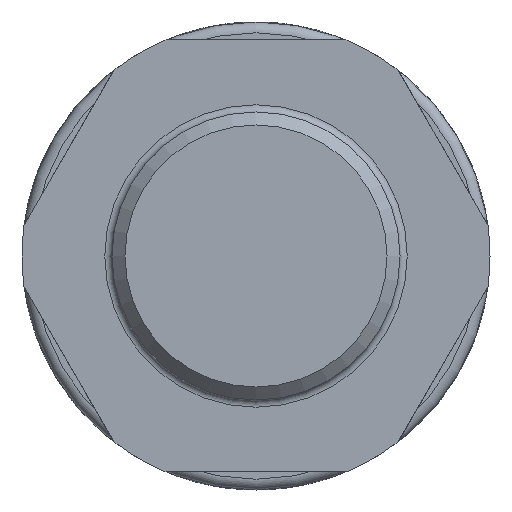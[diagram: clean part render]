
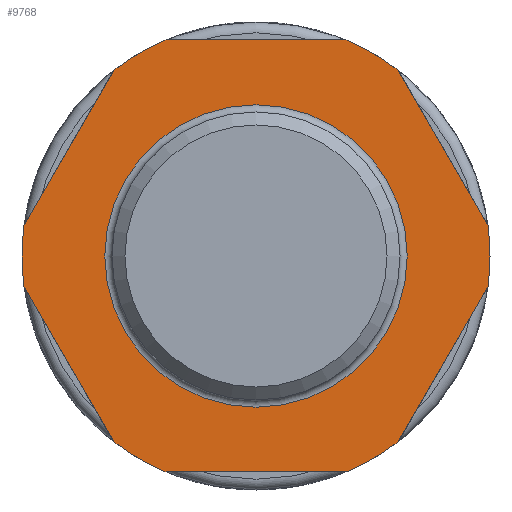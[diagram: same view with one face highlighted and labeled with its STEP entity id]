
A CAD part, left-side view. The second image highlights one B-rep face of the part: STEP entity #9768.
In plain terms, the highlighted planar face has unit normal (-1, 0, 0).
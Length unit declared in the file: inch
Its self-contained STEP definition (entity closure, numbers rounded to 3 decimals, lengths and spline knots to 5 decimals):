
#19=FACE_BOUND('',#2294,.T.);
#708=LINE('',#20365,#1058);
#711=LINE('',#20391,#1061);
#714=LINE('',#20409,#1064);
#717=LINE('',#20446,#1067);
#720=LINE('',#20472,#1070);
#723=LINE('',#20498,#1073);
#1058=VECTOR('',#13432,0.3937);
#1061=VECTOR('',#13437,0.3937);
#1064=VECTOR('',#13442,0.3937);
#1067=VECTOR('',#13447,0.3937);
#1070=VECTOR('',#13452,0.3937);
#1073=VECTOR('',#13457,0.3937);
#1242=PLANE('',#10912);
#1760=FACE_OUTER_BOUND('',#2293,.T.);
#2293=EDGE_LOOP('',(#8484,#8485,#8486,#8487,#8488,#8489,#8490,#8491,#8492,
#8493,#8494,#8495));
#2294=EDGE_LOOP('',(#8496,#8497));
#2881=CIRCLE('',#10893,0.63976);
#2884=CIRCLE('',#10897,0.63976);
#2885=CIRCLE('',#10899,0.63976);
#2888=CIRCLE('',#10903,0.63976);
#2889=CIRCLE('',#10905,0.63976);
#2895=CIRCLE('',#10913,0.63976);
#2896=CIRCLE('',#10914,0.41339);
#2897=CIRCLE('',#10915,0.41339);
#4165=VERTEX_POINT('',#20362);
#4166=VERTEX_POINT('',#20364);
#4169=VERTEX_POINT('',#20388);
#4170=VERTEX_POINT('',#20390);
#4173=VERTEX_POINT('',#20406);
#4174=VERTEX_POINT('',#20408);
#4178=VERTEX_POINT('',#20443);
#4179=VERTEX_POINT('',#20445);
#4182=VERTEX_POINT('',#20469);
#4183=VERTEX_POINT('',#20471);
#4186=VERTEX_POINT('',#20495);
#4187=VERTEX_POINT('',#20497);
#4190=VERTEX_POINT('',#20524);
#4191=VERTEX_POINT('',#20525);
#5594=EDGE_CURVE('',#4166,#4165,#708,.T.);
#5598=EDGE_CURVE('',#4170,#4169,#711,.T.);
#5602=EDGE_CURVE('',#4174,#4173,#714,.T.);
#5607=EDGE_CURVE('',#4179,#4178,#717,.T.);
#5611=EDGE_CURVE('',#4183,#4182,#720,.T.);
#5615=EDGE_CURVE('',#4187,#4186,#723,.T.);
#5617=EDGE_CURVE('',#4174,#4178,#2881,.T.);
#5620=EDGE_CURVE('',#4187,#4173,#2884,.T.);
#5621=EDGE_CURVE('',#4170,#4182,#2885,.T.);
#5624=EDGE_CURVE('',#4179,#4169,#2888,.T.);
#5625=EDGE_CURVE('',#4166,#4186,#2889,.T.);
#5631=EDGE_CURVE('',#4183,#4165,#2895,.T.);
#5632=EDGE_CURVE('',#4190,#4191,#2896,.T.);
#5633=EDGE_CURVE('',#4191,#4190,#2897,.T.);
#8484=ORIENTED_EDGE('',*,*,#5594,.T.);
#8485=ORIENTED_EDGE('',*,*,#5631,.F.);
#8486=ORIENTED_EDGE('',*,*,#5611,.T.);
#8487=ORIENTED_EDGE('',*,*,#5621,.F.);
#8488=ORIENTED_EDGE('',*,*,#5598,.T.);
#8489=ORIENTED_EDGE('',*,*,#5624,.F.);
#8490=ORIENTED_EDGE('',*,*,#5607,.T.);
#8491=ORIENTED_EDGE('',*,*,#5617,.F.);
#8492=ORIENTED_EDGE('',*,*,#5602,.T.);
#8493=ORIENTED_EDGE('',*,*,#5620,.F.);
#8494=ORIENTED_EDGE('',*,*,#5615,.T.);
#8495=ORIENTED_EDGE('',*,*,#5625,.F.);
#8496=ORIENTED_EDGE('',*,*,#5632,.T.);
#8497=ORIENTED_EDGE('',*,*,#5633,.T.);
#9768=ADVANCED_FACE('',(#1760,#19),#1242,.T.);
#10893=AXIS2_PLACEMENT_3D('',#20501,#13461,#13462);
#10897=AXIS2_PLACEMENT_3D('',#20505,#13469,#13470);
#10899=AXIS2_PLACEMENT_3D('',#20507,#13473,#13474);
#10903=AXIS2_PLACEMENT_3D('',#20511,#13481,#13482);
#10905=AXIS2_PLACEMENT_3D('',#20513,#13485,#13486);
#10912=AXIS2_PLACEMENT_3D('',#20522,#13499,#13500);
#10913=AXIS2_PLACEMENT_3D('',#20523,#13501,#13502);
#10914=AXIS2_PLACEMENT_3D('',#20526,#13503,#13504);
#10915=AXIS2_PLACEMENT_3D('',#20527,#13505,#13506);
#13432=DIRECTION('',(0.,0.5,0.866));
#13437=DIRECTION('',(0.,0.5,-0.866));
#13442=DIRECTION('',(0.,-1.,0.));
#13447=DIRECTION('',(0.,-0.5,-0.866));
#13452=DIRECTION('',(0.,1.,0.));
#13457=DIRECTION('',(0.,-0.5,0.866));
#13461=DIRECTION('center_axis',(1.,0.,0.));
#13462=DIRECTION('ref_axis',(0.,0.,
1.));
#13469=DIRECTION('center_axis',(1.,0.,0.));
#13470=DIRECTION('ref_axis',(0.,0.,
1.));
#13473=DIRECTION('center_axis',(1.,0.,0.));
#13474=DIRECTION('ref_axis',(0.,0.,
1.));
#13481=DIRECTION('center_axis',(1.,0.,0.));
#13482=DIRECTION('ref_axis',(0.,0.,
1.));
#13485=DIRECTION('center_axis',(1.,0.,0.));
#13486=DIRECTION('ref_axis',(0.,0.,
1.));
#13499=DIRECTION('center_axis',(-1.,0.,0.));
#13500=DIRECTION('ref_axis',(0.,0.,
-1.));
#13501=DIRECTION('center_axis',(1.,0.,0.));
#13502=DIRECTION('ref_axis',(0.,0.,
1.));
#13503=DIRECTION('center_axis',(1.,0.,0.));
#13504=DIRECTION('ref_axis',(0.,0.,
1.));
#13505=DIRECTION('center_axis',(1.,0.,0.));
#13506=DIRECTION('ref_axis',(0.,0.,
1.));
#20362=CARTESIAN_POINT('',(-1.12913,-0.3884,0.50837));
#20364=CARTESIAN_POINT('',(-1.12913,-0.63446,0.08218));
#20365=CARTESIAN_POINT('',(-1.12913,-0.65292,0.05021));
#20388=CARTESIAN_POINT('',(-1.12913,0.63446,0.08218));
#20390=CARTESIAN_POINT('',(-1.12913,0.3884,0.50837));
#20391=CARTESIAN_POINT('',(-1.12913,0.36995,0.54034));
#20406=CARTESIAN_POINT('',(-1.12913,-0.24606,-0.59055));
#20408=CARTESIAN_POINT('',(-1.12913,0.24606,-0.59055));
#20409=CARTESIAN_POINT('',(-1.12913,-0.19685,-0.59055));
#20443=CARTESIAN_POINT('',(-1.12913,0.3884,-0.50837));
#20445=CARTESIAN_POINT('',(-1.12913,0.63446,-0.08218));
#20446=CARTESIAN_POINT('',(-1.12913,0.49298,-0.32724));
#20469=CARTESIAN_POINT('',(-1.12913,0.24606,0.59055));
#20471=CARTESIAN_POINT('',(-1.12913,-0.24606,0.59055));
#20472=CARTESIAN_POINT('',(-1.12913,-0.44291,0.59055));
#20495=CARTESIAN_POINT('',(-1.12913,-0.63446,-0.08218));
#20497=CARTESIAN_POINT('',(-1.12913,-0.3884,-0.50837));
#20498=CARTESIAN_POINT('',(-1.12913,-0.52989,-0.26331));
#20501=CARTESIAN_POINT('Origin',(-1.12913,0.,
0.));
#20505=CARTESIAN_POINT('Origin',(-1.12913,0.,
0.));
#20507=CARTESIAN_POINT('Origin',(-1.12913,0.,
0.));
#20511=CARTESIAN_POINT('Origin',(-1.12913,0.,
0.));
#20513=CARTESIAN_POINT('Origin',(-1.12913,0.,
0.));
#20522=CARTESIAN_POINT('Origin',(-1.12913,-0.63976,0.));
#20523=CARTESIAN_POINT('Origin',(-1.12913,0.,
0.));
#20524=CARTESIAN_POINT('',(-1.12913,-0.41339,0.));
#20525=CARTESIAN_POINT('',(-1.12913,0.,-0.41339));
#20526=CARTESIAN_POINT('Origin',(-1.12913,0.,
0.));
#20527=CARTESIAN_POINT('Origin',(-1.12913,0.,
0.));
